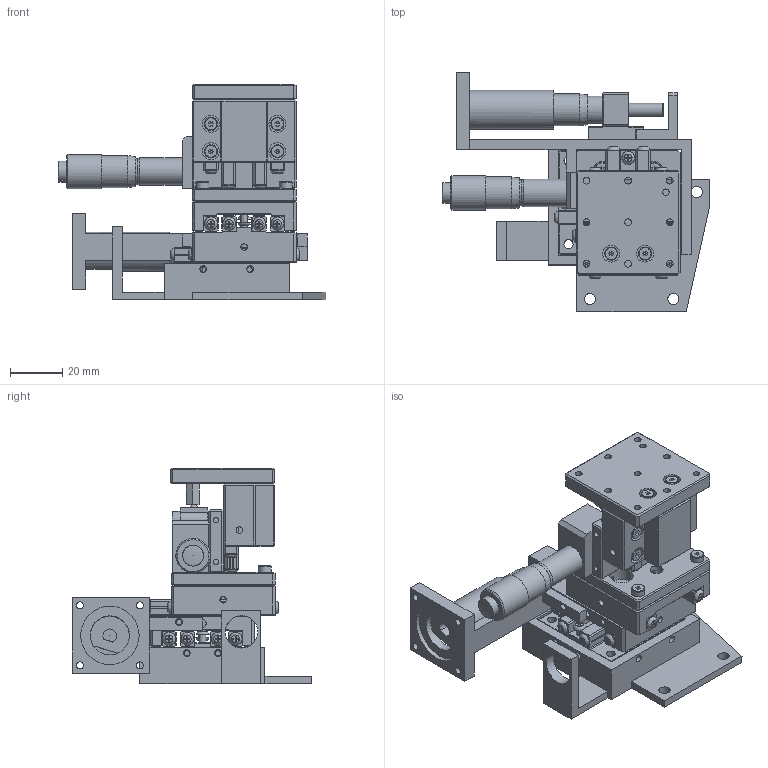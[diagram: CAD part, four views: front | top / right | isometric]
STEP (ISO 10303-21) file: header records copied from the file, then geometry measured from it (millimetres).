
FILE_DESCRIPTION(/* description */ ('STEP AP242','CAx-IF Rec.Pracs.---Representation and Presentation of Product Manufacturing Information (PMI)---4.0---2014-10-13','CAx-IF Rec.Pracs.---3D Tessellated Geometry---0.4---2014-09-14','2;1'),/* implementation_level */ '2;1');
FILE_NAME(/* name */ '67b2b70d776fd400cbd8bc93',/* time_stamp */ '2025-02-17T04:11:58Z',/* author */ (''),/* organization */ (''),/* preprocessor_version */ 'ST-DEVELOPER v20',/* originating_system */ 'ONSHAPE BY PTC INC, 1.193',/* authorisation */ ' ');
FILE_SCHEMA (('AP242_MANAGED_MODEL_BASED_3D_ENGINEERING_MIM_LF { 1 0 10303 442 1 1 4 }'));
Length unit declared in the file: metre
Products named in the file (54): Fully Assembled; L-STOP; MOUNT; MICROMETER; X Motor Mount; Base; Coupler; Z-MICROMETER <1>; M2 SCREW; Part 2; XYZ STAGE <1>; BASE SCREW; XY STAGE <1>; MIDDLE <1>; MIDDLE RAIL SCREW; MIDDLE; SPRING SCREW; MOUNT SCREW; RAIL <4>; RAIL; RAIL SCREW; RAIL <1>; RAIL <3>; RAIL <2>; BASE <1>; BASE; TOP <1>; Z STAGE <1>; BASE / BACK <1>; MID BACK; BASE PLATE; BACK RAIL <1>; SPRING / RAIL SCREW; HEX NUB; BACK RAIL <2>; TOP / FRONT <1>; TOP PLATE; MID FRONT; PIN; ROTATOR <1> ...
Assembly tree (119 placements, depth 6):
  Fully Assembled
    L-STOP
    MOUNT
    MICROMETER
    X Motor Mount
    Base
    Coupler
    Z-MICROMETER <1>
      M2 SCREW  x2
      Part 2
      MOUNT
      MICROMETER
    XYZ STAGE <1>
      BASE SCREW  x3
      XY STAGE <1>
        MIDDLE <1>
          MIDDLE RAIL SCREW  x4
          MIDDLE
          SPRING SCREW  x2
          MOUNT SCREW  x4
          RAIL <4>
            RAIL
            RAIL SCREW  x2
          RAIL <1>
            RAIL SCREW  x2
            RAIL
          RAIL <3>
            RAIL SCREW  x2
            RAIL
          RAIL <2>
            RAIL
            RAIL SCREW  x2
        BASE <1>
          BASE
          MOUNT SCREW  x4
          SPRING SCREW
          RAIL <1>
            RAIL SCREW  x2
            RAIL
          RAIL <2>
            RAIL SCREW  x2
            RAIL
        TOP <1>
          MOUNT SCREW  x4
          SPRING SCREW
          RAIL <1>
            RAIL
            RAIL SCREW  x2
          RAIL <2>
            RAIL SCREW  x2
            RAIL
          MIDDLE
      Z STAGE <1>
        BASE / BACK <1>
          MID BACK
          BASE PLATE
          RAIL SCREW  x4
          BACK RAIL <1>
            RAIL
            SPRING / RAIL SCREW  x2
Bounding box: 102.65 x 91.99 x 82.75 mm (x, y, z)
Volume: 125730.3 mm3; surface area: 91994.5 mm2
Topology: 97 solids, 97 shells, 2741 faces, 6194 edges, 3824 vertices
Faces by surface type: plane 2173, cylinder 415, cone 120, bspline 31, sphere 2
Full cylindrical faces by diameter (mm): 0.3 x1, 1.5 x5, 1.583 x4, 1.95 x4, 2.1 x38, 2.481 x27, 2.5 x27, 2.563 x4, 2.6 x45, 2.7 x33, 2.9 x3, 2.98 x28, 3 x15, 3.4 x28, 3.5 x11, 4 x1, 4.2 x4, 4.3 x3, 4.5 x2, 5 x50, 5.1 x1, 5.5 x12, 6 x4, 6.5 x22, 6.75 x2, 8 x3, 8.5 x1, 8.9 x2, 9.5 x1, 10 x2
Entity records: 35668 total; most frequent: CARTESIAN_POINT 6114, DIRECTION 5881, ORIENTED_EDGE 5190, EDGE_CURVE 2595, LINE 1971, VECTOR 1971, AXIS2_PLACEMENT_3D 1955, FACE_BOUND 1864
